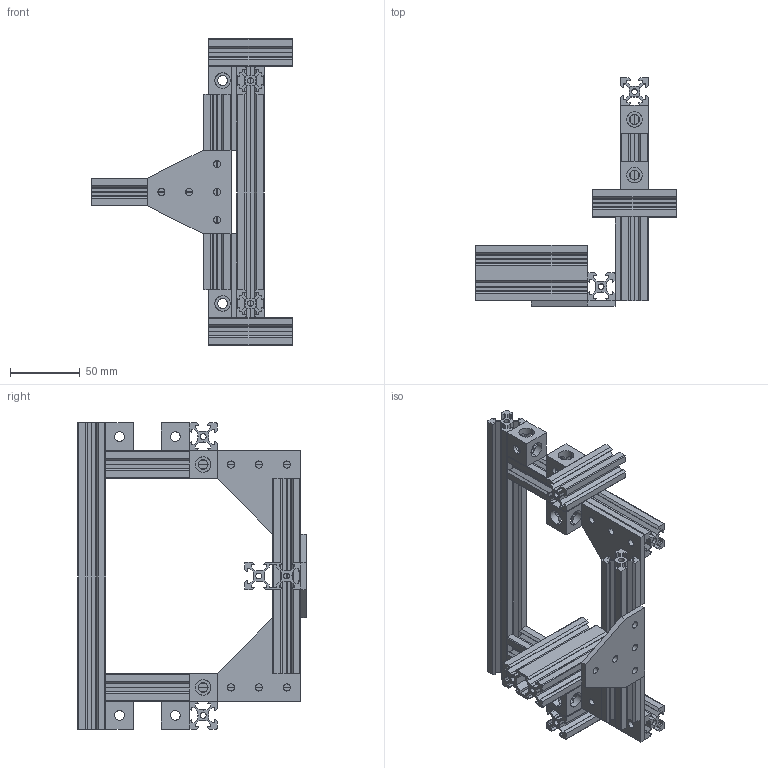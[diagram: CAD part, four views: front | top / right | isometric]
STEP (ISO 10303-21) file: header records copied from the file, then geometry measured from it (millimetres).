
FILE_DESCRIPTION(('FreeCAD Model'),'2;1');
FILE_NAME('Tools-Frames-QuickChange.step', '2020-08-12T21:56:44',('Author'),(''), 'Open CASCADE STEP processor 7.3','FreeCAD','Unknown');
FILE_SCHEMA(('AUTOMOTIVE_DESIGN { 1 0 10303 214 1 1 1 1 }'));
Length unit declared in the file: millimetre
Products named in the file (16): V-Slot_20x20x60mm_001; V-Slot_20x20x220mm_001; V-Slot_20x20x140mm_001; Cube_Corner_Connector1_001; Cube_Corner_Connector1_002; Cube_Corner_Connector1_003; Cube_Corner_Connector1_004; Joining_Plate_90_Degree1_001; V-Slot_20x20x140mm_002; V-Slot_20x20x60mm_002; Joining_Plate_90_Degree1_002; Cube_Corner_Connector1_005; Cube_Corner_Connector1_006; V-Slot_20x20x140mm_003; Joining_Plate_T1_001; V-Slot_20x40x80mm_001
Bounding box: 144 x 164 x 220 mm (x, y, z)
Volume: 213795.2 mm3; surface area: 186857.3 mm2
Topology: 16 solids, 16 shells, 762 faces, 2184 edges, 1448 vertices
Faces by surface type: plane 580, cylinder 182
Entity records: 62457 total; most frequent: CARTESIAN_POINT 16901, DIRECTION 6857, LINE 4628, VECTOR 4628, ORIENTED_EDGE 4368, PCURVE 4368, DEFINITIONAL_REPRESENTATION 4368, EDGE_CURVE 2184
